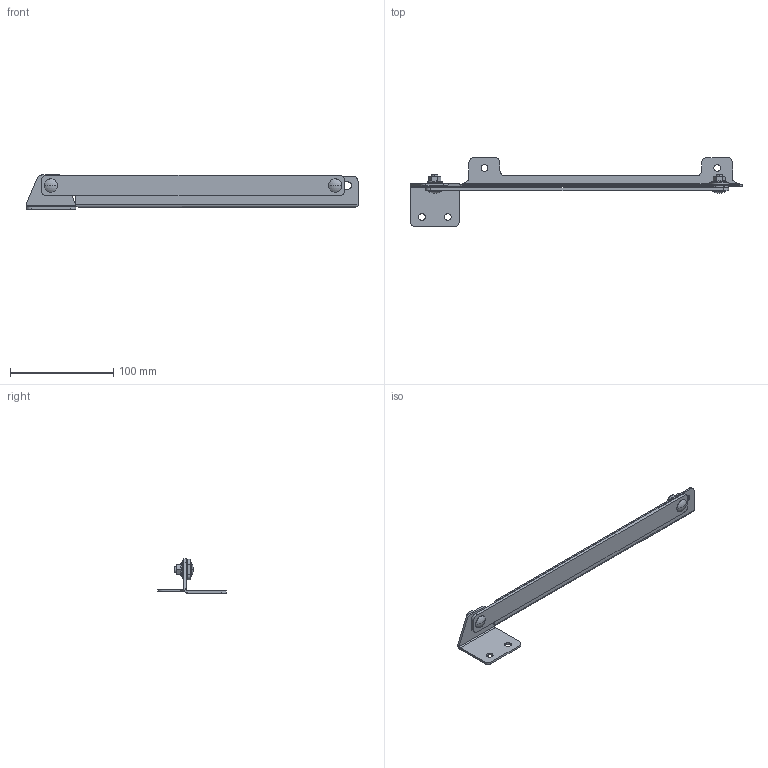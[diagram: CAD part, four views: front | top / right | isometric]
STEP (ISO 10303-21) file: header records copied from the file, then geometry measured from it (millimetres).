
FILE_DESCRIPTION (( 'STEP AP214' ), '1' );
FILE_NAME ('FO-00-DL-090 FORMAT Îãðàíè÷èòåëü óãëà îòêðûòèÿ äâåðè 90ãðàä IEK.STEP', '2023-05-03T11:24:40', ( '' ), ( '' ), 'SwSTEP 2.0', 'SolidWorks 2022', '' );
FILE_SCHEMA (( 'AUTOMOTIVE_DESIGN' ));
Length unit declared in the file: millimetre
Products named in the file (1): FO-00-DL-090 FORMAT Ограничитель угла открытия двери 90град IEK
Bounding box: 321 x 66.5 x 33 mm (x, y, z)
Volume: 40374.8 mm3; surface area: 44211.9 mm2
Topology: 11 solids, 11 shells, 234 faces, 554 edges, 330 vertices
Faces by surface type: cylinder 92, plane 92, cone 20, sphere 12, bspline 10, torus 8
Entity records: 9680 total; most frequent: CARTESIAN_POINT 1637, DIRECTION 1140, ORIENTED_EDGE 1076, EDGE_CURVE 538, AXIS2_PLACEMENT_3D 437, VERTEX_POINT 330, VECTOR 266, LINE 266
